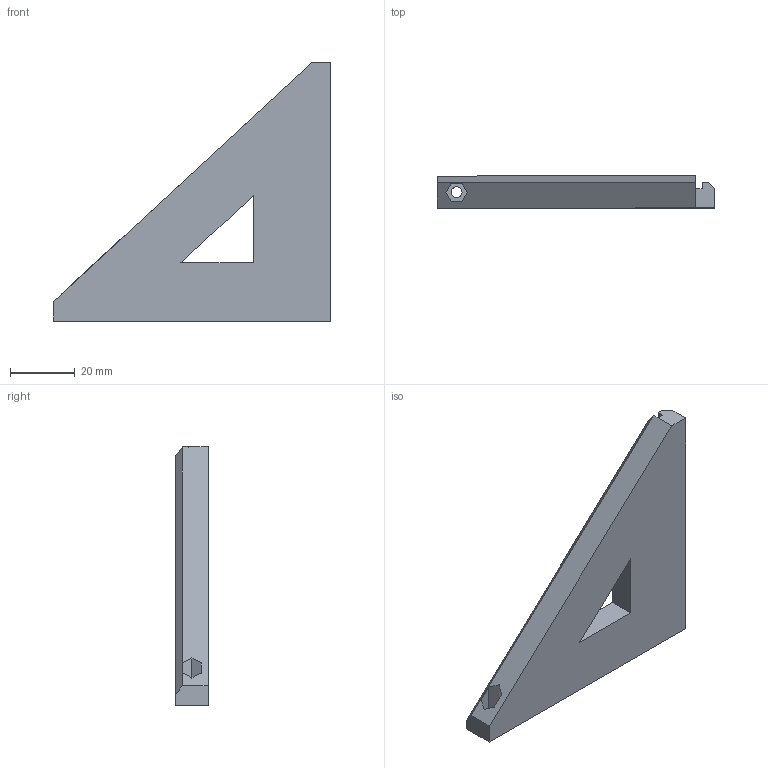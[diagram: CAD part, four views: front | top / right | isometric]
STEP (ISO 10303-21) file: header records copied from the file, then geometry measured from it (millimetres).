
FILE_DESCRIPTION (( 'STEP AP214' ), '1' );
FILE_NAME ('Y_renforcement_back.STEP', '2024-10-12T21:52:49', ( '' ), ( '' ), 'SwSTEP 2.0', 'SolidWorks 2024', '' );
FILE_SCHEMA (( 'AUTOMOTIVE_DESIGN' ));
Length unit declared in the file: millimetre
Products named in the file (1): Y_renforcement_back
Bounding box: 86 x 10 x 80 mm (x, y, z)
Volume: 34447 mm3; surface area: 11432.5 mm2
Topology: 1 solids, 1 shells, 40 faces, 95 edges, 62 vertices
Faces by surface type: plane 30, cylinder 10
Entity records: 1178 total; most frequent: CARTESIAN_POINT 198, DIRECTION 197, ORIENTED_EDGE 190, EDGE_CURVE 95, VECTOR 75, LINE 75, VERTEX_POINT 62, AXIS2_PLACEMENT_3D 61
